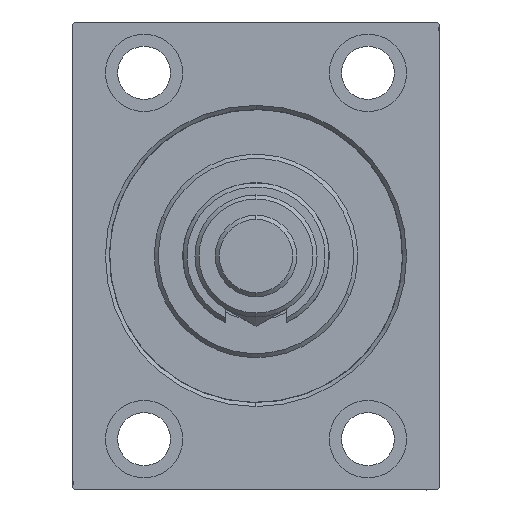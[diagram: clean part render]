
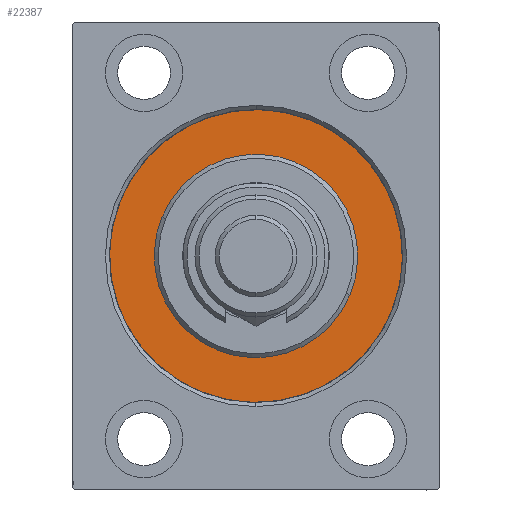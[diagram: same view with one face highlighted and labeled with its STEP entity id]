
A CAD part, left-side view. The second image highlights one B-rep face of the part: STEP entity #22387.
In plain terms, the highlighted face is planar.
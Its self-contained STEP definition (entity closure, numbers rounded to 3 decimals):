
#183 = EDGE_CURVE ( 'NONE', #41565, #29295, #9711, .T. ) ;
#799 = AXIS2_PLACEMENT_3D ( 'NONE', #30692, #37552, #12943 ) ;
#1374 = CARTESIAN_POINT ( 'NONE',  ( 0., 0., 25. ) ) ;
#1497 = CARTESIAN_POINT ( 'NONE',  ( 0., 0., 0. ) ) ;
#1529 = EDGE_CURVE ( 'NONE', #32961, #39471, #9745, .T. ) ;
#9090 = CIRCLE ( 'NONE', #799, 25. ) ;
#9487 = CIRCLE ( 'NONE', #41246, 36. ) ;
#9711 = CIRCLE ( 'NONE', #38403, 36. ) ;
#9745 = CIRCLE ( 'NONE', #46748, 25. ) ;
#9937 = DIRECTION ( 'NONE',  ( 1., 0., 0. ) ) ;
#12800 = CARTESIAN_POINT ( 'NONE',  ( 0., 0., 0. ) ) ;
#12943 = DIRECTION ( 'NONE',  ( 0., 0., -1. ) ) ;
#13835 = PLANE ( 'NONE',  #42155 ) ;
#16525 = DIRECTION ( 'NONE',  ( 0., 0., 1. ) ) ;
#17146 = FACE_OUTER_BOUND ( 'NONE', #41752, .T. ) ;
#17674 = CARTESIAN_POINT ( 'NONE',  ( 0., 0., 36. ) ) ;
#19454 = ORIENTED_EDGE ( 'NONE', *, *, #45992, .F. ) ;
#21625 = FACE_BOUND ( 'NONE', #42993, .T. ) ;
#22387 = ADVANCED_FACE ( 'NONE', ( #21625, #17146 ), #13835, .F. ) ;
#23381 = CARTESIAN_POINT ( 'NONE',  ( 0., 0., 0. ) ) ;
#23800 = ORIENTED_EDGE ( 'NONE', *, *, #1529, .F. ) ;
#24468 = CARTESIAN_POINT ( 'NONE',  ( 0., 0., 0. ) ) ;
#25156 = DIRECTION ( 'NONE',  ( 0., 0., 1. ) ) ;
#29295 = VERTEX_POINT ( 'NONE', #17674 ) ;
#30692 = CARTESIAN_POINT ( 'NONE',  ( 0., 0., 0. ) ) ;
#31291 = CARTESIAN_POINT ( 'NONE',  ( 0., 0., -36. ) ) ;
#32961 = VERTEX_POINT ( 'NONE', #39930 ) ;
#33025 = EDGE_CURVE ( 'NONE', #39471, #32961, #9090, .T. ) ;
#34136 = DIRECTION ( 'NONE',  ( -1., 0., 0. ) ) ;
#36609 = ORIENTED_EDGE ( 'NONE', *, *, #183, .F. ) ;
#37042 = ORIENTED_EDGE ( 'NONE', *, *, #33025, .F. ) ;
#37552 = DIRECTION ( 'NONE',  ( 1., 0., 0. ) ) ;
#37684 = DIRECTION ( 'NONE',  ( 0., 0., 1. ) ) ;
#37815 = DIRECTION ( 'NONE',  ( -1., 0., 0. ) ) ;
#38403 = AXIS2_PLACEMENT_3D ( 'NONE', #1497, #34136, #37684 ) ;
#38903 = DIRECTION ( 'NONE',  ( -1., 0., 0. ) ) ;
#39471 = VERTEX_POINT ( 'NONE', #1374 ) ;
#39930 = CARTESIAN_POINT ( 'NONE',  ( 0., 0., -25. ) ) ;
#41246 = AXIS2_PLACEMENT_3D ( 'NONE', #23381, #37815, #16525 ) ;
#41565 = VERTEX_POINT ( 'NONE', #31291 ) ;
#41649 = DIRECTION ( 'NONE',  ( 0., 0., -1. ) ) ;
#41752 = EDGE_LOOP ( 'NONE', ( #36609, #19454 ) ) ;
#42155 = AXIS2_PLACEMENT_3D ( 'NONE', #24468, #38903, #25156 ) ;
#42993 = EDGE_LOOP ( 'NONE', ( #37042, #23800 ) ) ;
#45992 = EDGE_CURVE ( 'NONE', #29295, #41565, #9487, .T. ) ;
#46748 = AXIS2_PLACEMENT_3D ( 'NONE', #12800, #9937, #41649 ) ;
